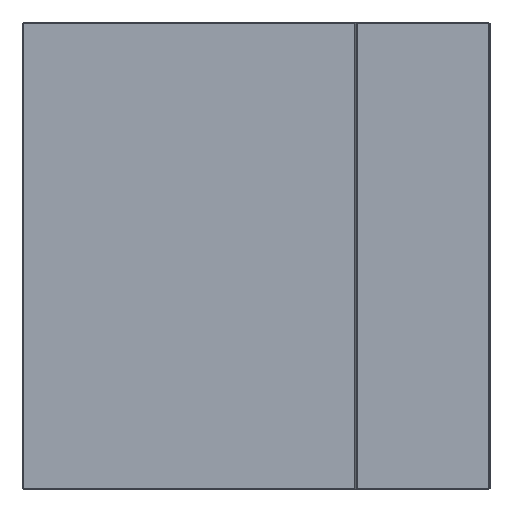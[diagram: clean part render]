
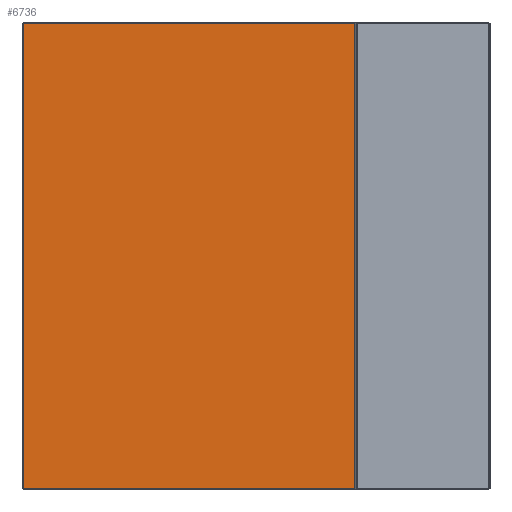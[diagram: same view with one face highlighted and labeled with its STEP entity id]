
A CAD part, left-side view. The second image highlights one B-rep face of the part: STEP entity #6736.
In plain terms, the highlighted planar face has unit normal (-1, 0, 0).
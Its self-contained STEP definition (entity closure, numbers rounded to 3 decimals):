
#163=PLANE('',#7195);
#472=FACE_OUTER_BOUND('',#864,.T.);
#864=EDGE_LOOP('',(#5705,#5706,#5707,#5708));
#1892=LINE('',#22640,#2317);
#1894=LINE('',#22644,#2319);
#1895=LINE('',#22646,#2320);
#1896=LINE('',#22649,#2321);
#2317=VECTOR('',#8263,10.);
#2319=VECTOR('',#8269,10.);
#2320=VECTOR('',#8272,10.);
#2321=VECTOR('',#8277,10.);
#2921=VERTEX_POINT('',#22610);
#2924=VERTEX_POINT('',#22620);
#2925=VERTEX_POINT('',#22625);
#2927=VERTEX_POINT('',#22633);
#3863=EDGE_CURVE('',#2927,#2925,#1892,.T.);
#3865=EDGE_CURVE('',#2924,#2927,#1894,.T.);
#3866=EDGE_CURVE('',#2925,#2921,#1895,.T.);
#3867=EDGE_CURVE('',#2921,#2924,#1896,.T.);
#5705=ORIENTED_EDGE('',*,*,#3863,.F.);
#5706=ORIENTED_EDGE('',*,*,#3865,.F.);
#5707=ORIENTED_EDGE('',*,*,#3867,.F.);
#5708=ORIENTED_EDGE('',*,*,#3866,.F.);
#6736=ADVANCED_FACE('',(#472),#163,.T.);
#7195=AXIS2_PLACEMENT_3D('',#22682,#8326,#8327);
#8263=DIRECTION('',(0.,1.,0.));
#8269=DIRECTION('',(0.,0.,-1.));
#8272=DIRECTION('',(0.,0.,1.));
#8277=DIRECTION('',(0.,-1.,0.));
#8326=DIRECTION('center_axis',(-1.,0.,0.));
#8327=DIRECTION('ref_axis',(0.,-1.,0.));
#22610=CARTESIAN_POINT('',(20.,69.8,69.8));
#22620=CARTESIAN_POINT('',(20.,20.2,69.8));
#22625=CARTESIAN_POINT('',(20.,69.8,0.2));
#22633=CARTESIAN_POINT('',(20.,20.2,0.2));
#22640=CARTESIAN_POINT('',(20.,52.5,0.2));
#22644=CARTESIAN_POINT('',(20.,20.2,0.));
#22646=CARTESIAN_POINT('',(20.,69.8,0.));
#22649=CARTESIAN_POINT('',(20.,52.5,69.8));
#22682=CARTESIAN_POINT('Origin',(20.,70.,0.));
